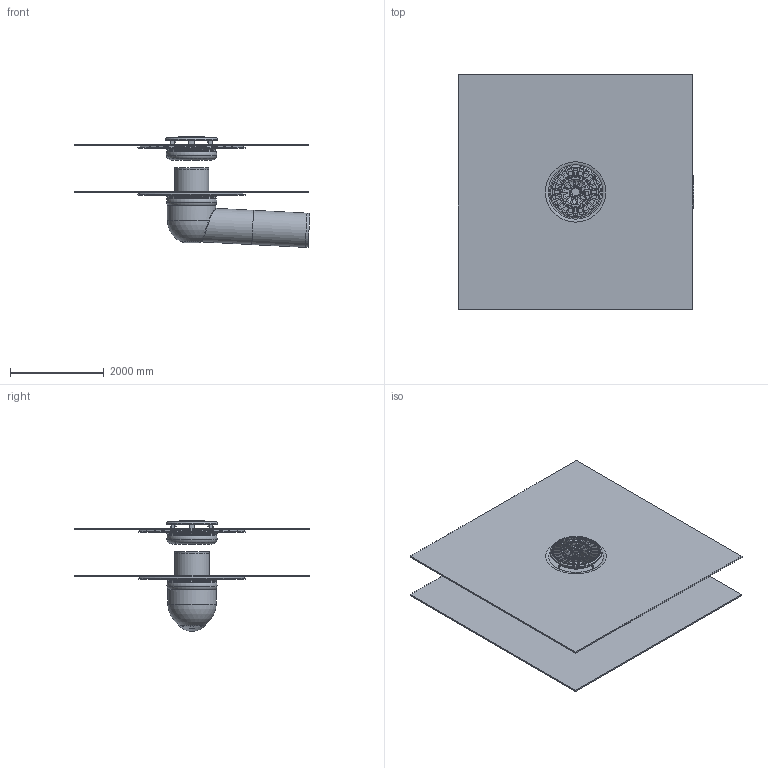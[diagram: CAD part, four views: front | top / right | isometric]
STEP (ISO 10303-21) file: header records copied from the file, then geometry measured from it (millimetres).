
FILE_DESCRIPTION(/* description */ (''),/* implementation_level */ '2;1');
FILE_NAME(/* name */ '15481.070X_3D.stp',/* time_stamp */ '2024-12-12T06:53:58+01:00',/* author */ ('CAD'),/* organization */ (''),/* preprocessor_version */ 'ST-DEVELOPER v20',/* originating_system */ 'AutoCAD Mechanical',/* authorisation */ '');
FILE_SCHEMA (('AUTOMOTIVE_DESIGN { 1 0 10303 214 3 1 1 }'));
Length unit declared in the file: centimetre
Products named in the file (3): Product; *S0; ROHR
Assembly tree (2 placements, depth 2):
  Product
    *S0
    ROHR
Bounding box: 5018.83 x 5000 x 2359.06 mm (x, y, z)
Volume: 1957384791.3 mm3; surface area: 148693873.2 mm2
Topology: 15 solids, 15 shells, 605 faces, 1710 edges, 1125 vertices
Faces by surface type: cylinder 270, plane 149, torus 91, cone 81, sphere 10, bspline 4
Full cylindrical faces by diameter (mm): 20 x16, 32 x2, 52 x2, 170 x1, 698 x3, 730 x5, 736 x1, 770 x4, 810 x3, 885 x2, 900 x1, 901 x2, 905 x2, 953.818 x2, 965 x4, 980 x1, 1000 x1, 1030 x1, 1100 x1
Entity records: 24250 total; most frequent: CARTESIAN_POINT 8135, ORIENTED_EDGE 3414, DIRECTION 3408, EDGE_CURVE 1707, AXIS2_PLACEMENT_3D 1398, VERTEX_POINT 1119, CIRCLE 790, EDGE_LOOP 730
